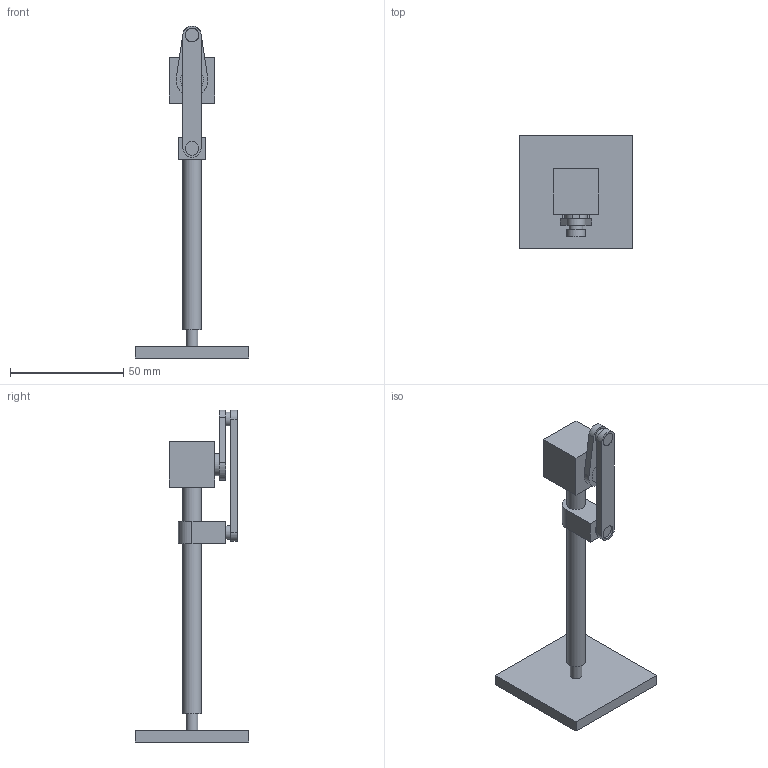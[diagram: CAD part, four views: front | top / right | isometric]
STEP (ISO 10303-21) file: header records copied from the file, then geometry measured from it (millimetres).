
FILE_DESCRIPTION(/* description */ ('STEP AP242','CAx-IF Rec.Pracs.---Representation and Presentation of Product Manufacturing Information (PMI)---4.0---2014-10-13','CAx-IF Rec.Pracs.---3D Tessellated Geometry---0.4---2014-09-14','2;1'),/* implementation_level */ '2;1');
FILE_NAME(/* name */ '666b2be32f400f15a2f9afdc',/* time_stamp */ '2024-06-13T17:27:00Z',/* author */ (''),/* organization */ (''),/* preprocessor_version */ 'ST-DEVELOPER v20',/* originating_system */ ' ',/* authorisation */ ' ');
FILE_SCHEMA (('AP242_MANAGED_MODEL_BASED_3D_ENGINEERING_MIM_LF { 1 0 10303 442 1 1 4 }'));
Length unit declared in the file: metre
Products named in the file (9): Assembly 2; Part 5; Part 1; Part 6; Part 4; Part 3; Part 8; Part 2; Part 7
Assembly tree (8 placements, depth 2):
  Assembly 2
    Part 5
    Part 1
    Part 6
    Part 4
    Part 3
    Part 8
    Part 2
    Part 7
Bounding box: 50 x 50 x 146.5 mm (x, y, z)
Volume: 29997 mm3; surface area: 16208.7 mm2
Topology: 8 solids, 8 shells, 55 faces, 111 edges, 74 vertices
Faces by surface type: plane 39, cylinder 16
Full cylindrical faces by diameter (mm): 5.181 x1, 6 x5, 8.009 x2, 10 x1
Entity records: 1644 total; most frequent: DIRECTION 262, CARTESIAN_POINT 240, ORIENTED_EDGE 204, EDGE_CURVE 102, AXIS2_PLACEMENT_3D 96, EDGE_LOOP 78, FACE_BOUND 78, VERTEX_POINT 74
